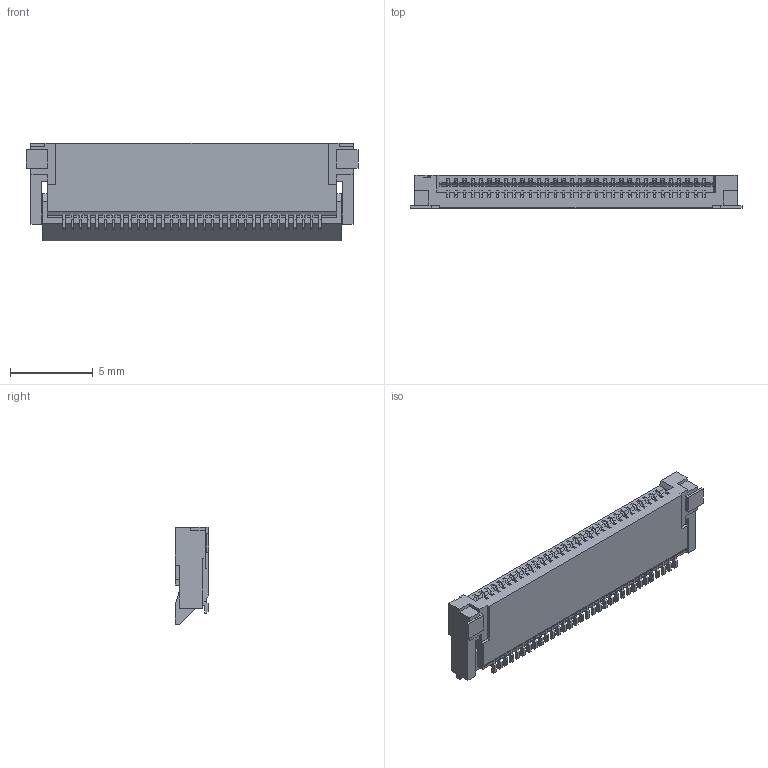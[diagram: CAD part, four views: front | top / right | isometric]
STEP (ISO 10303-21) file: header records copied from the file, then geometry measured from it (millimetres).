
FILE_DESCRIPTION (( 'STEP AP203' ), '1' );
FILE_NAME ('XF2M_3215_1A.step', '2011-02-19T19:39:57', ( 'OSMC1.0 ' ), ( ' ' ), 'SwSTEP 2.0', 'SolidWorks 2002025', '' );
FILE_SCHEMA (( 'CONFIG_CONTROL_DESIGN' ));
Length unit declared in the file: millimetre
Products named in the file (1): XF2M_3215_1A
Bounding box: 20.1 x 2 x 5.9 mm (x, y, z)
Volume: 164.5 mm3; surface area: 620.7 mm2
Topology: 1 solids, 1 shells, 1235 faces, 3595 edges, 2396 vertices
Faces by surface type: plane 1234, cylinder 1
Entity records: 39992 total; most frequent: CARTESIAN_POINT 7227, ORIENTED_EDGE 7190, DIRECTION 6069, EDGE_CURVE 3595, LINE 3593, VECTOR 3593, VERTEX_POINT 2396, EDGE_LOOP 1269
